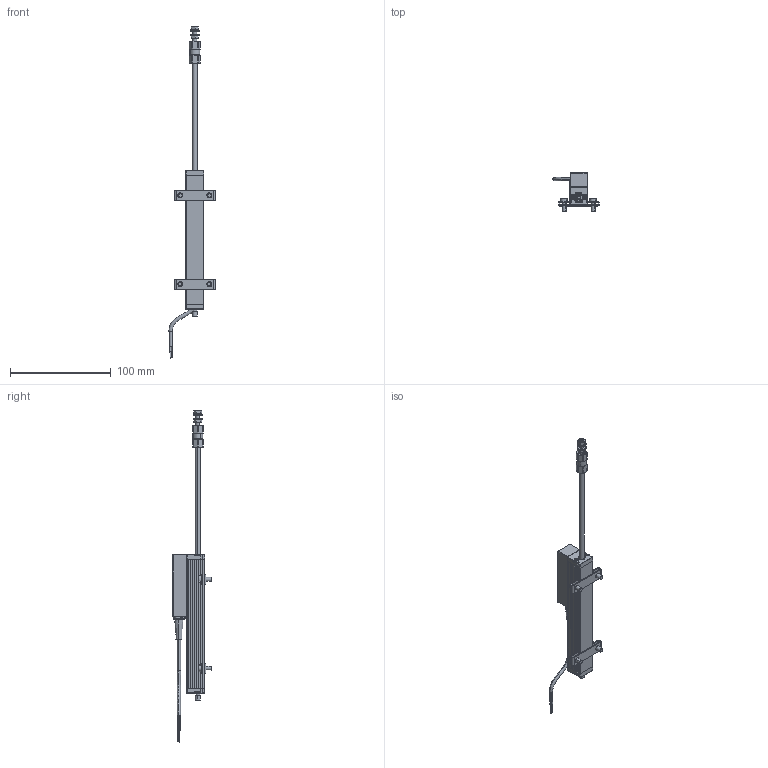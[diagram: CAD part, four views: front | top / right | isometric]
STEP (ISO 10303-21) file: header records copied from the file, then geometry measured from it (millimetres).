
FILE_DESCRIPTION (( 'STEP AP214' ), '1' );
FILE_NAME ('TE1-0100-101-411-202_ausgefahren.STEP', '2014-02-25T08:49:13', ( 'dummy' ), ( 'Hewlett-Packard Company' ), 'SwSTEP 2.0', 'SolidWorks 2013', '' );
FILE_SCHEMA (( 'AUTOMOTIVE_DESIGN' ));
Length unit declared in the file: millimetre
Products named in the file (1): TE1-0100-101-411-202_ausgefahren
Bounding box: 45.9 x 38.85 x 329.31 mm (x, y, z)
Surface area: 27081.2 mm2 (no closed solid volume)
Topology: 0 solids, 45 shells, 572 faces, 1791 edges, 1233 vertices
Faces by surface type: plane 260, cylinder 201, cone 84, torus 12, bspline 8, sphere 7
Entity records: 28300 total; most frequent: CARTESIAN_POINT 6333, DIRECTION 3484, ORIENTED_EDGE 2745, EDGE_CURVE 1788, AXIS2_PLACEMENT_3D 1280, VERTEX_POINT 1233, VECTOR 924, LINE 924
